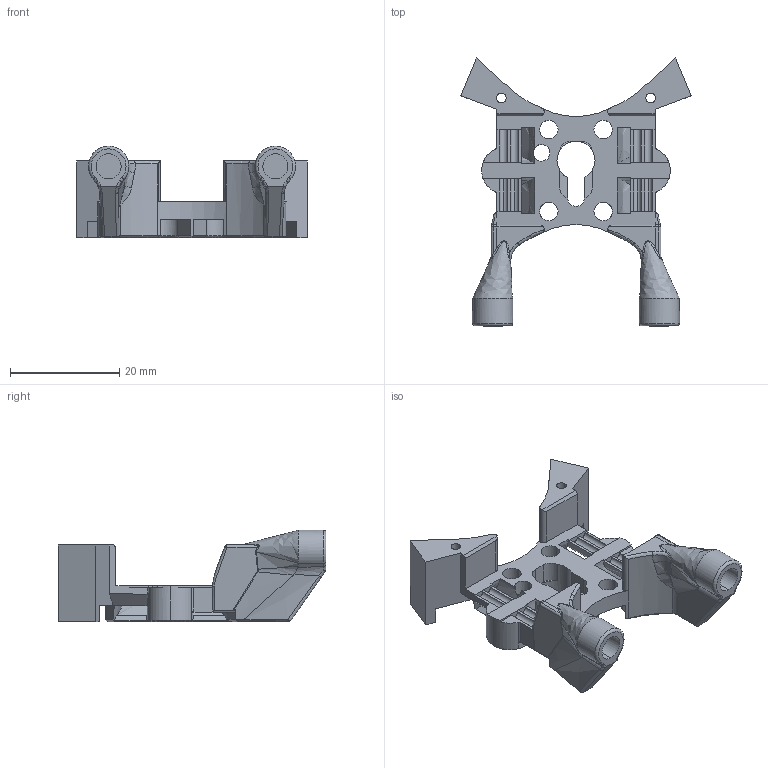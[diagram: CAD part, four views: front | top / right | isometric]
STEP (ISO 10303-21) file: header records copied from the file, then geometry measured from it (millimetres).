
FILE_DESCRIPTION (( 'STEP AP214' ), '1' );
FILE_NAME ('frenzy_p2_micron_carriage.STEP', '2022-02-14T19:48:57', ( '' ), ( '' ), 'SwSTEP 2.0', 'SolidWorks 2021', '' );
FILE_SCHEMA (( 'AUTOMOTIVE_DESIGN' ));
Length unit declared in the file: millimetre
Products named in the file (1): frenzy_p2_micron_carriage
Bounding box: 42.25 x 49.17 x 16.82 mm (x, y, z)
Volume: 6053 mm3; surface area: 5833.4 mm2
Topology: 1 solids, 1 shells, 476 faces, 1328 edges, 837 vertices
Faces by surface type: plane 231, bspline 120, cylinder 89, cone 26, torus 8, sphere 2
Entity records: 19929 total; most frequent: CARTESIAN_POINT 8683, ORIENTED_EDGE 2644, DIRECTION 1930, EDGE_CURVE 1322, VERTEX_POINT 837, LINE 676, VECTOR 676, AXIS2_PLACEMENT_3D 627
